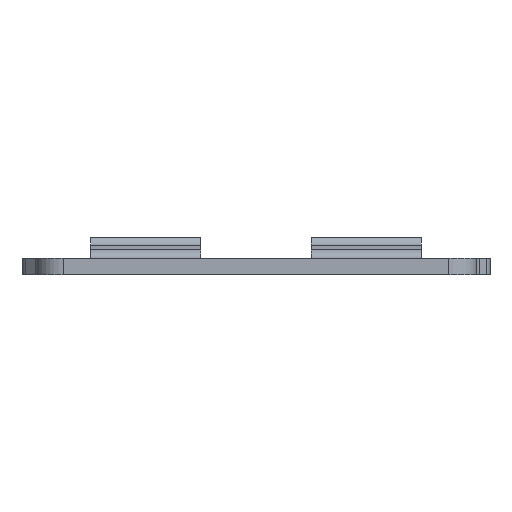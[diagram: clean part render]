
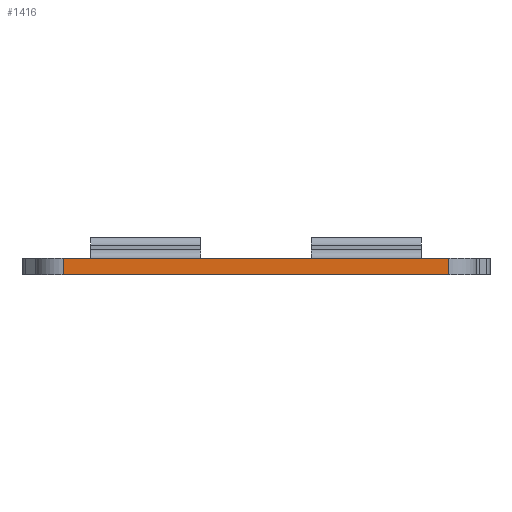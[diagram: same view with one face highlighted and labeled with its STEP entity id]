
A CAD part, left-side view. The second image highlights one B-rep face of the part: STEP entity #1416.
In plain terms, the highlighted planar face has unit normal (-1, 0, 0).
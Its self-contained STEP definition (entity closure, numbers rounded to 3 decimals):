
#9 = LINE ( 'NONE', #2336, #1099 ) ;
#306 = DIRECTION ( 'NONE',  ( 0., -1., 0. ) ) ;
#384 = LINE ( 'NONE', #1061, #805 ) ;
#642 = CARTESIAN_POINT ( 'NONE',  ( -83.222, 32.697, 0. ) ) ;
#674 = FACE_OUTER_BOUND ( 'NONE', #1902, .T. ) ;
#780 = ORIENTED_EDGE ( 'NONE', *, *, #1580, .F. ) ;
#805 = VECTOR ( 'NONE', #2286, 1000. ) ;
#976 = DIRECTION ( 'NONE',  ( 0., 0., -1. ) ) ;
#989 = VECTOR ( 'NONE', #306, 1000. ) ;
#1061 = CARTESIAN_POINT ( 'NONE',  ( -83.222, 32.697, 3. ) ) ;
#1099 = VECTOR ( 'NONE', #1818, 1000. ) ;
#1195 = LINE ( 'NONE', #2616, #989 ) ;
#1210 = LINE ( 'NONE', #2134, #3007 ) ;
#1218 = VERTEX_POINT ( 'NONE', #1424 ) ;
#1267 = EDGE_CURVE ( 'NONE', #1218, #2977, #1210, .T. ) ;
#1307 = DIRECTION ( 'NONE',  ( 0., 0., -1. ) ) ;
#1316 = EDGE_CURVE ( 'NONE', #1409, #2005, #384, .T. ) ;
#1409 = VERTEX_POINT ( 'NONE', #1753 ) ;
#1416 = ADVANCED_FACE ( 'NONE', ( #674 ), #1821, .F. ) ;
#1424 = CARTESIAN_POINT ( 'NONE',  ( -83.222, -37.303, 3. ) ) ;
#1580 = EDGE_CURVE ( 'NONE', #1409, #1218, #9, .T. ) ;
#1597 = CARTESIAN_POINT ( 'NONE',  ( -83.222, 32.697, 3. ) ) ;
#1753 = CARTESIAN_POINT ( 'NONE',  ( -83.222, 32.697, 3. ) ) ;
#1791 = CARTESIAN_POINT ( 'NONE',  ( -83.222, -37.303, 0. ) ) ;
#1818 = DIRECTION ( 'NONE',  ( 0., -1., 0. ) ) ;
#1821 = PLANE ( 'NONE',  #1965 ) ;
#1902 = EDGE_LOOP ( 'NONE', ( #2713, #2708, #780, #2560 ) ) ;
#1965 = AXIS2_PLACEMENT_3D ( 'NONE', #1597, #2529, #1307 ) ;
#2005 = VERTEX_POINT ( 'NONE', #642 ) ;
#2134 = CARTESIAN_POINT ( 'NONE',  ( -83.222, -37.303, 3. ) ) ;
#2286 = DIRECTION ( 'NONE',  ( 0., 0., -1. ) ) ;
#2336 = CARTESIAN_POINT ( 'NONE',  ( -83.222, 32.697, 3. ) ) ;
#2529 = DIRECTION ( 'NONE',  ( 1., 0., 0. ) ) ;
#2560 = ORIENTED_EDGE ( 'NONE', *, *, #1316, .T. ) ;
#2616 = CARTESIAN_POINT ( 'NONE',  ( -83.222, 32.697, 0. ) ) ;
#2708 = ORIENTED_EDGE ( 'NONE', *, *, #1267, .F. ) ;
#2713 = ORIENTED_EDGE ( 'NONE', *, *, #2763, .T. ) ;
#2763 = EDGE_CURVE ( 'NONE', #2005, #2977, #1195, .T. ) ;
#2977 = VERTEX_POINT ( 'NONE', #1791 ) ;
#3007 = VECTOR ( 'NONE', #976, 1000. ) ;
